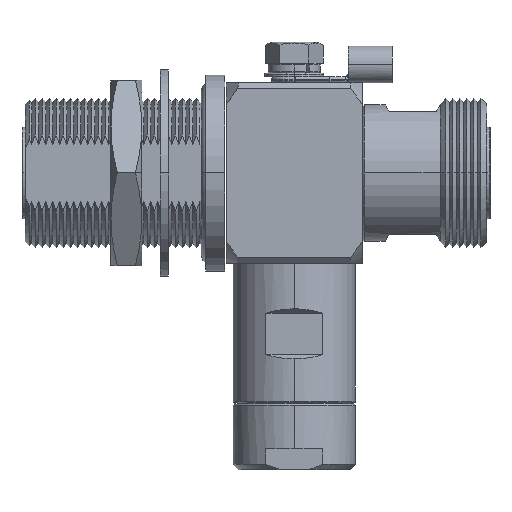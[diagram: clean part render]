
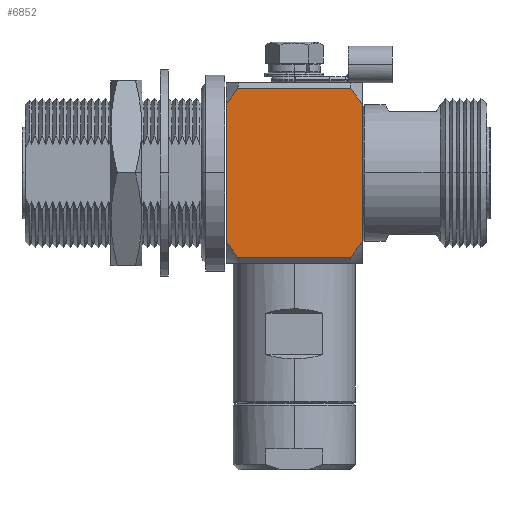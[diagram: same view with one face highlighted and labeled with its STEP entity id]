
A CAD part, top view. The second image highlights one B-rep face of the part: STEP entity #6852.
In plain terms, the highlighted planar face has unit normal (0, 0, 1).
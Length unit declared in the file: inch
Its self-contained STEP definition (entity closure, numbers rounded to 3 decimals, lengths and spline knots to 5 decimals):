
#73 = DIRECTION ( 'NONE',  ( 0., 1., 0. ) ) ;
#144 = CARTESIAN_POINT ( 'NONE',  ( -0.43232, 1.33295, 0.55075 ) ) ;
#468 = VERTEX_POINT ( 'NONE', #12252 ) ;
#780 = CARTESIAN_POINT ( 'NONE',  ( -0.49151, 1.25357, 0.55075 ) ) ;
#792 = ORIENTED_EDGE ( 'NONE', *, *, #5555, .F. ) ;
#935 = VERTEX_POINT ( 'NONE', #9713 ) ;
#959 = PLANE ( 'NONE',  #5113 ) ;
#1098 = CARTESIAN_POINT ( 'NONE',  ( -0.49157, 0.12446, 0.55075 ) ) ;
#1204 = FACE_OUTER_BOUND ( 'NONE', #6518, .T. ) ;
#1683 = VERTEX_POINT ( 'NONE', #5261 ) ;
#1850 = CARTESIAN_POINT ( 'NONE',  ( -0.43232, 1.33295, 0.55075 ) ) ;
#2173 = VERTEX_POINT ( 'NONE', #10096 ) ;
#2392 = VECTOR ( 'NONE', #6314, 39.37008 ) ;
#2498 = CARTESIAN_POINT ( 'NONE',  ( 0.49151, 0.12438, 0.55075 ) ) ;
#2989 = VECTOR ( 'NONE', #11603, 39.37008 ) ;
#3188 = B_SPLINE_CURVE_WITH_KNOTS ( 'NONE', 3,
 ( #12323, #780, #8140, #1850 ),
 .UNSPECIFIED., .F., .F.,
 ( 4, 4 ),
 ( 0.06231, 0.06608 ),
 .UNSPECIFIED. ) ;
#3206 = CARTESIAN_POINT ( 'NONE',  ( 0.51968, 1.37795, 0.55075 ) ) ;
#3270 = VERTEX_POINT ( 'NONE', #13630 ) ;
#3302 = EDGE_CURVE ( 'NONE', #3270, #1683, #11609, .T. ) ;
#3340 = EDGE_CURVE ( 'NONE', #4153, #11295, #5131, .T. ) ;
#3786 = CARTESIAN_POINT ( 'NONE',  ( 0.46231, 1.29348, 0.55075 ) ) ;
#4153 = VERTEX_POINT ( 'NONE', #10437 ) ;
#4672 = CARTESIAN_POINT ( 'NONE',  ( 0.43232, 0.045, 0.55075 ) ) ;
#5003 = EDGE_CURVE ( 'NONE', #468, #2173, #7025, .T. ) ;
#5113 = AXIS2_PLACEMENT_3D ( 'NONE', #10425, #5197, #12539 ) ;
#5131 = LINE ( 'NONE', #9563, #2989 ) ;
#5197 = DIRECTION ( 'NONE',  ( 0., 0., -1. ) ) ;
#5203 = LINE ( 'NONE', #6269, #2392 ) ;
#5261 = CARTESIAN_POINT ( 'NONE',  ( -0.51968, 0.16526, 0.55075 ) ) ;
#5322 = EDGE_CURVE ( 'NONE', #12527, #1683, #5203, .T. ) ;
#5426 = ORIENTED_EDGE ( 'NONE', *, *, #3302, .F. ) ;
#5505 = LINE ( 'NONE', #11322, #11071 ) ;
#5555 = EDGE_CURVE ( 'NONE', #4153, #935, #9878, .T. ) ;
#5692 = CARTESIAN_POINT ( 'NONE',  ( 0.51968, 0.16526, 0.55075 ) ) ;
#5919 = CARTESIAN_POINT ( 'NONE',  ( 0.51968, 1.21269, 0.55075 ) ) ;
#6269 = CARTESIAN_POINT ( 'NONE',  ( -0.51968, 0., 0.55075 ) ) ;
#6314 = DIRECTION ( 'NONE',  ( 0., -1., 0. ) ) ;
#6352 = CARTESIAN_POINT ( 'NONE',  ( -0.43232, 0.045, 0.55075 ) ) ;
#6518 = EDGE_LOOP ( 'NONE', ( #5426, #6908, #10311, #7298, #792, #8782, #11670, #12949 ) ) ;
#6852 = ADVANCED_FACE ( 'NONE', ( #1204 ), #959, .F. ) ;
#6908 = ORIENTED_EDGE ( 'NONE', *, *, #11658, .T. ) ;
#7025 = B_SPLINE_CURVE_WITH_KNOTS ( 'NONE', 3,
 ( #5692, #2498, #10934, #4672 ),
 .UNSPECIFIED., .F., .F.,
 ( 4, 4 ),
 ( 0.06231, 0.06608 ),
 .UNSPECIFIED. ) ;
#7071 = EDGE_CURVE ( 'NONE', #468, #935, #12222, .T. ) ;
#7298 = ORIENTED_EDGE ( 'NONE', *, *, #7071, .T. ) ;
#7787 = EDGE_CURVE ( 'NONE', #12527, #11295, #3188, .T. ) ;
#8140 = CARTESIAN_POINT ( 'NONE',  ( -0.46226, 1.29355, 0.55075 ) ) ;
#8456 = CARTESIAN_POINT ( 'NONE',  ( -0.51968, 0.16526, 0.55075 ) ) ;
#8782 = ORIENTED_EDGE ( 'NONE', *, *, #3340, .T. ) ;
#9436 = VECTOR ( 'NONE', #73, 39.37008 ) ;
#9475 = CARTESIAN_POINT ( 'NONE',  ( -0.46231, 0.08447, 0.55075 ) ) ;
#9563 = CARTESIAN_POINT ( 'NONE',  ( 0., 1.33295, 0.55075 ) ) ;
#9713 = CARTESIAN_POINT ( 'NONE',  ( 0.51968, 1.21269, 0.55075 ) ) ;
#9878 = B_SPLINE_CURVE_WITH_KNOTS ( 'NONE', 3,
 ( #11108, #3786, #12179, #5919 ),
 .UNSPECIFIED., .F., .F.,
 ( 4, 4 ),
 ( 0.02961, 0.0334 ),
 .UNSPECIFIED. ) ;
#10096 = CARTESIAN_POINT ( 'NONE',  ( 0.43232, 0.045, 0.55075 ) ) ;
#10311 = ORIENTED_EDGE ( 'NONE', *, *, #5003, .F. ) ;
#10425 = CARTESIAN_POINT ( 'NONE',  ( 0., 0., 0.55075 ) ) ;
#10437 = CARTESIAN_POINT ( 'NONE',  ( 0.43232, 1.33295, 0.55075 ) ) ;
#10934 = CARTESIAN_POINT ( 'NONE',  ( 0.46226, 0.0844, 0.55075 ) ) ;
#11071 = VECTOR ( 'NONE', #12370, 39.37008 ) ;
#11108 = CARTESIAN_POINT ( 'NONE',  ( 0.43232, 1.33295, 0.55075 ) ) ;
#11295 = VERTEX_POINT ( 'NONE', #144 ) ;
#11322 = CARTESIAN_POINT ( 'NONE',  ( 0., 0.045, 0.55075 ) ) ;
#11603 = DIRECTION ( 'NONE',  ( -1., 0., 0. ) ) ;
#11609 = B_SPLINE_CURVE_WITH_KNOTS ( 'NONE', 3,
 ( #6352, #9475, #1098, #8456 ),
 .UNSPECIFIED., .F., .F.,
 ( 4, 4 ),
 ( 0.02961, 0.0334 ),
 .UNSPECIFIED. ) ;
#11658 = EDGE_CURVE ( 'NONE', #3270, #2173, #5505, .T. ) ;
#11670 = ORIENTED_EDGE ( 'NONE', *, *, #7787, .F. ) ;
#11771 = CARTESIAN_POINT ( 'NONE',  ( -0.51968, 1.21269, 0.55075 ) ) ;
#12179 = CARTESIAN_POINT ( 'NONE',  ( 0.49157, 1.25349, 0.55075 ) ) ;
#12222 = LINE ( 'NONE', #3206, #9436 ) ;
#12252 = CARTESIAN_POINT ( 'NONE',  ( 0.51968, 0.16526, 0.55075 ) ) ;
#12323 = CARTESIAN_POINT ( 'NONE',  ( -0.51968, 1.21269, 0.55075 ) ) ;
#12370 = DIRECTION ( 'NONE',  ( 1., 0., 0. ) ) ;
#12527 = VERTEX_POINT ( 'NONE', #11771 ) ;
#12539 = DIRECTION ( 'NONE',  ( -1., 0., 0. ) ) ;
#12949 = ORIENTED_EDGE ( 'NONE', *, *, #5322, .T. ) ;
#13630 = CARTESIAN_POINT ( 'NONE',  ( -0.43232, 0.045, 0.55075 ) ) ;
